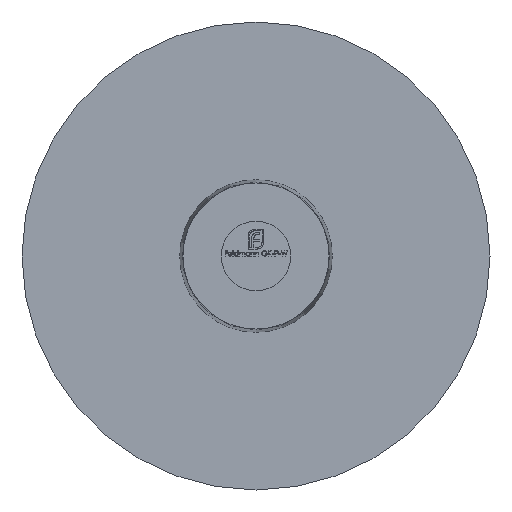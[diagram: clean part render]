
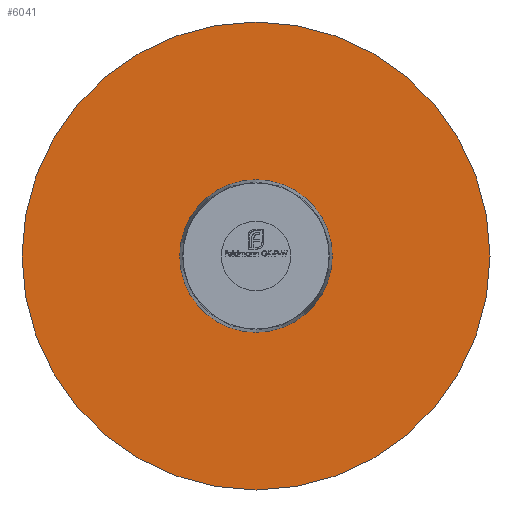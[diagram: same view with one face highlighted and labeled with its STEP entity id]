
A CAD part, front view. The second image highlights one B-rep face of the part: STEP entity #6041.
In plain terms, the highlighted planar face has unit normal (0, -1, 0).
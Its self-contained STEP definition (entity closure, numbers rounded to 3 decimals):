
#542 = DIRECTION ( 'NONE',  ( 0., -1., 0. ) ) ;
#607 = ORIENTED_EDGE ( 'NONE', *, *, #6146, .F. ) ;
#918 = CARTESIAN_POINT ( 'NONE',  ( 0., 3.5, -2.2 ) ) ;
#1718 = CARTESIAN_POINT ( 'NONE',  ( 0., 3.5, 0. ) ) ;
#2113 = AXIS2_PLACEMENT_3D ( 'NONE', #1718, #9798, #9831 ) ;
#2151 = EDGE_CURVE ( 'NONE', #7043, #7043, #9759, .T. ) ;
#2321 = AXIS2_PLACEMENT_3D ( 'NONE', #8794, #542, #7230 ) ;
#2532 = DIRECTION ( 'NONE',  ( 0., 0., -1. ) ) ;
#2568 = CARTESIAN_POINT ( 'NONE',  ( 0., 3.5, -6.75 ) ) ;
#2997 = CIRCLE ( 'NONE', #2113, 2.2 ) ;
#3389 = CARTESIAN_POINT ( 'NONE',  ( 0., 3.5, 0. ) ) ;
#4049 = FACE_OUTER_BOUND ( 'NONE', #4435, .T. ) ;
#4435 = EDGE_LOOP ( 'NONE', ( #6302 ) ) ;
#5479 = PLANE ( 'NONE',  #2321 ) ;
#5486 = VERTEX_POINT ( 'NONE', #918 ) ;
#5786 = AXIS2_PLACEMENT_3D ( 'NONE', #3389, #9164, #2532 ) ;
#6041 = ADVANCED_FACE ( 'NONE', ( #4049, #9237 ), #5479, .T. ) ;
#6146 = EDGE_CURVE ( 'NONE', #5486, #5486, #2997, .T. ) ;
#6302 = ORIENTED_EDGE ( 'NONE', *, *, #2151, .T. ) ;
#7043 = VERTEX_POINT ( 'NONE', #2568 ) ;
#7230 = DIRECTION ( 'NONE',  ( 0., 0., -1. ) ) ;
#8794 = CARTESIAN_POINT ( 'NONE',  ( 2.2, 3.5, 0. ) ) ;
#9164 = DIRECTION ( 'NONE',  ( 0., -1., 0. ) ) ;
#9237 = FACE_BOUND ( 'NONE', #9571, .T. ) ;
#9571 = EDGE_LOOP ( 'NONE', ( #607 ) ) ;
#9759 = CIRCLE ( 'NONE', #5786, 6.75 ) ;
#9798 = DIRECTION ( 'NONE',  ( 0., -1., 0. ) ) ;
#9831 = DIRECTION ( 'NONE',  ( 0., 0., -1. ) ) ;
